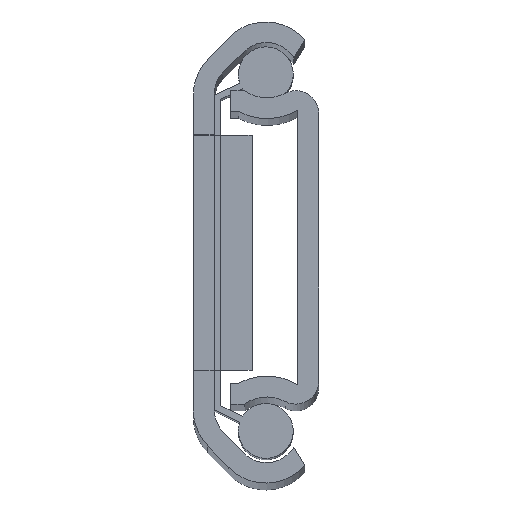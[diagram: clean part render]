
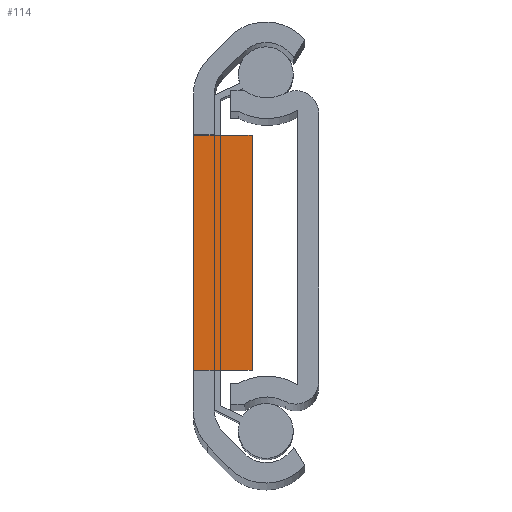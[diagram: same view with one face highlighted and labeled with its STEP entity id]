
A CAD part, top view. The second image highlights one B-rep face of the part: STEP entity #114.
In plain terms, the highlighted planar face has unit normal (0, 0, 1).
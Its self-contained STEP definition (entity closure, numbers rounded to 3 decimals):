
#68 = VECTOR ( 'NONE', #2738, 1000. ) ;
#114 = ADVANCED_FACE ( 'NONE', ( #340 ), #3413, .T. ) ;
#288 = EDGE_CURVE ( 'NONE', #650, #633, #2736, .T. ) ;
#340 = FACE_OUTER_BOUND ( 'NONE', #2120, .T. ) ;
#343 = AXIS2_PLACEMENT_3D ( 'NONE', #3414, #3415, #3416 ) ;
#633 = VERTEX_POINT ( 'NONE', #2869 ) ;
#650 = VERTEX_POINT ( 'NONE', #1214 ) ;
#886 = LINE ( 'NONE', #887, #2037 ) ;
#887 = CARTESIAN_POINT ( 'NONE',  ( 4.5, 9., -2.4 ) ) ;
#888 = DIRECTION ( 'NONE',  ( -1., 0., 0. ) ) ;
#939 = LINE ( 'NONE', #940, #2076 ) ;
#940 = CARTESIAN_POINT ( 'NONE',  ( 0., -9., -2.4 ) ) ;
#941 = DIRECTION ( 'NONE',  ( -1., 0., 0. ) ) ;
#1214 = CARTESIAN_POINT ( 'NONE',  ( 0., -9., -2.4 ) ) ;
#1422 = CARTESIAN_POINT ( 'NONE',  ( 4.5, 9., -2.4 ) ) ;
#1430 = CARTESIAN_POINT ( 'NONE',  ( 4.5, -9., -2.4 ) ) ;
#1524 = LINE ( 'NONE', #1525, #2540 ) ;
#1525 = CARTESIAN_POINT ( 'NONE',  ( 4.5, -9., -2.4 ) ) ;
#1526 = DIRECTION ( 'NONE',  ( -1., 0., 0. ) ) ;
#1527 = LINE ( 'NONE', #1528, #2542 ) ;
#1528 = CARTESIAN_POINT ( 'NONE',  ( 4.5, -9., -2.4 ) ) ;
#1529 = DIRECTION ( 'NONE',  ( 0., 1., 0. ) ) ;
#1566 = LINE ( 'NONE', #1567, #2555 ) ;
#1567 = CARTESIAN_POINT ( 'NONE',  ( 4.5, 9., -2.4 ) ) ;
#1568 = DIRECTION ( 'NONE',  ( -1., 0., 0. ) ) ;
#1633 = CARTESIAN_POINT ( 'NONE',  ( 1.6, 9., -2.4 ) ) ;
#1660 = CARTESIAN_POINT ( 'NONE',  ( 1.6, -9., -2.4 ) ) ;
#1919 = VERTEX_POINT ( 'NONE', #1422 ) ;
#1927 = VERTEX_POINT ( 'NONE', #1430 ) ;
#2010 = EDGE_CURVE ( 'NONE', #1927, #3396, #1524, .T. ) ;
#2011 = EDGE_CURVE ( 'NONE', #1927, #1919, #1527, .T. ) ;
#2024 = EDGE_CURVE ( 'NONE', #1919, #3369, #1566, .T. ) ;
#2037 = VECTOR ( 'NONE', #888, 1000. ) ;
#2076 = VECTOR ( 'NONE', #941, 1000. ) ;
#2120 = EDGE_LOOP ( 'NONE', ( #3619, #3621, #3622, #3624, #3623, #3626 ) ) ;
#2540 = VECTOR ( 'NONE', #1526, 1000. ) ;
#2542 = VECTOR ( 'NONE', #1529, 1000. ) ;
#2555 = VECTOR ( 'NONE', #1568, 1000. ) ;
#2736 = LINE ( 'NONE', #2737, #68 ) ;
#2737 = CARTESIAN_POINT ( 'NONE',  ( 0., -9., -2.4 ) ) ;
#2738 = DIRECTION ( 'NONE',  ( 0., 1., 0. ) ) ;
#2869 = CARTESIAN_POINT ( 'NONE',  ( 0., 9., -2.4 ) ) ;
#3369 = VERTEX_POINT ( 'NONE', #1633 ) ;
#3396 = VERTEX_POINT ( 'NONE', #1660 ) ;
#3413 = PLANE ( 'NONE',  #343 ) ;
#3414 = CARTESIAN_POINT ( 'NONE',  ( 4.5, -9., -2.4 ) ) ;
#3415 = DIRECTION ( 'NONE',  ( 0., 0., 1. ) ) ;
#3416 = DIRECTION ( 'NONE',  ( 1., 0., 0. ) ) ;
#3619 = ORIENTED_EDGE ( 'NONE', *, *, #288, .F. ) ;
#3621 = ORIENTED_EDGE ( 'NONE', *, *, #4023, .F. ) ;
#3622 = ORIENTED_EDGE ( 'NONE', *, *, #2010, .F. ) ;
#3623 = ORIENTED_EDGE ( 'NONE', *, *, #2024, .T. ) ;
#3624 = ORIENTED_EDGE ( 'NONE', *, *, #2011, .T. ) ;
#3626 = ORIENTED_EDGE ( 'NONE', *, *, #4008, .T. ) ;
#4008 = EDGE_CURVE ( 'NONE', #3369, #633, #886, .T. ) ;
#4023 = EDGE_CURVE ( 'NONE', #3396, #650, #939, .T. ) ;
